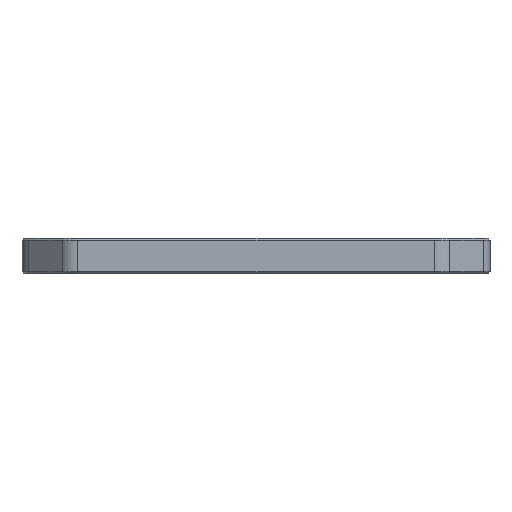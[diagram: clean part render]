
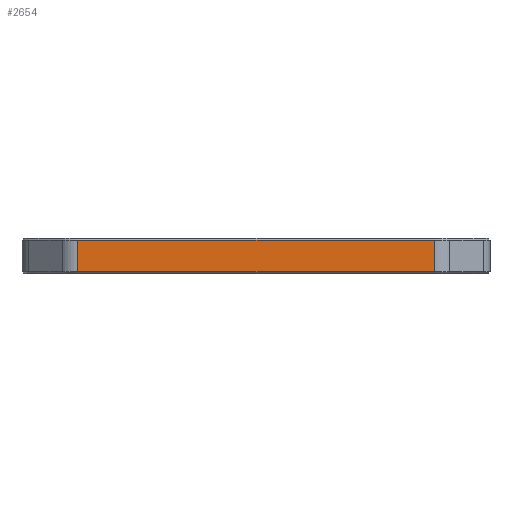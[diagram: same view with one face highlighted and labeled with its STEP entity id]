
A CAD part, front view. The second image highlights one B-rep face of the part: STEP entity #2654.
In plain terms, the highlighted planar face has unit normal (0, -1, 0).
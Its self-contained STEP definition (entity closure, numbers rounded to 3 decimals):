
#15 = EDGE_CURVE ( 'NONE', #5560, #2202, #2061, .T. ) ;
#48 = CARTESIAN_POINT ( 'NONE',  ( 24.157, -76.2, 0.25 ) ) ;
#158 = VECTOR ( 'NONE', #1000, 1000. ) ;
#440 = AXIS2_PLACEMENT_3D ( 'NONE', #961, #4009, #572 ) ;
#572 = DIRECTION ( 'NONE',  ( -1., 0., 0. ) ) ;
#961 = CARTESIAN_POINT ( 'NONE',  ( 31.75, -76.2, 4.763 ) ) ;
#1000 = DIRECTION ( 'NONE',  ( 0., 0., 1. ) ) ;
#1046 = VECTOR ( 'NONE', #3516, 1000. ) ;
#1292 = CARTESIAN_POINT ( 'NONE',  ( -24.157, -76.2, 0. ) ) ;
#1355 = LINE ( 'NONE', #48, #1046 ) ;
#1380 = CARTESIAN_POINT ( 'NONE',  ( -24.157, -76.2, 4.513 ) ) ;
#1924 = FACE_OUTER_BOUND ( 'NONE', #4770, .T. ) ;
#2061 = LINE ( 'NONE', #1292, #2341 ) ;
#2169 = DIRECTION ( 'NONE',  ( 0., 0., -1. ) ) ;
#2202 = VERTEX_POINT ( 'NONE', #3931 ) ;
#2267 = PLANE ( 'NONE',  #440 ) ;
#2311 = ORIENTED_EDGE ( 'NONE', *, *, #15, .T. ) ;
#2341 = VECTOR ( 'NONE', #2169, 1000. ) ;
#2543 = LINE ( 'NONE', #3423, #4408 ) ;
#2602 = CARTESIAN_POINT ( 'NONE',  ( 24.157, -76.2, 0.25 ) ) ;
#2654 = ADVANCED_FACE ( 'NONE', ( #1924 ), #2267, .F. ) ;
#2789 = LINE ( 'NONE', #4478, #158 ) ;
#3423 = CARTESIAN_POINT ( 'NONE',  ( 31.75, -76.2, 4.513 ) ) ;
#3453 = DIRECTION ( 'NONE',  ( -1., 0., 0. ) ) ;
#3511 = ORIENTED_EDGE ( 'NONE', *, *, #3567, .T. ) ;
#3516 = DIRECTION ( 'NONE',  ( 1., 0., 0. ) ) ;
#3567 = EDGE_CURVE ( 'NONE', #5623, #4300, #2789, .T. ) ;
#3931 = CARTESIAN_POINT ( 'NONE',  ( -24.157, -76.2, 0.25 ) ) ;
#4009 = DIRECTION ( 'NONE',  ( 0., 1., 0. ) ) ;
#4300 = VERTEX_POINT ( 'NONE', #5393 ) ;
#4408 = VECTOR ( 'NONE', #3453, 1000. ) ;
#4478 = CARTESIAN_POINT ( 'NONE',  ( 24.157, -76.2, 4.763 ) ) ;
#4770 = EDGE_LOOP ( 'NONE', ( #2311, #4968, #3511, #5022 ) ) ;
#4896 = EDGE_CURVE ( 'NONE', #2202, #5623, #1355, .T. ) ;
#4968 = ORIENTED_EDGE ( 'NONE', *, *, #4896, .T. ) ;
#5022 = ORIENTED_EDGE ( 'NONE', *, *, #5181, .T. ) ;
#5181 = EDGE_CURVE ( 'NONE', #4300, #5560, #2543, .T. ) ;
#5393 = CARTESIAN_POINT ( 'NONE',  ( 24.157, -76.2, 4.513 ) ) ;
#5560 = VERTEX_POINT ( 'NONE', #1380 ) ;
#5623 = VERTEX_POINT ( 'NONE', #2602 ) ;
